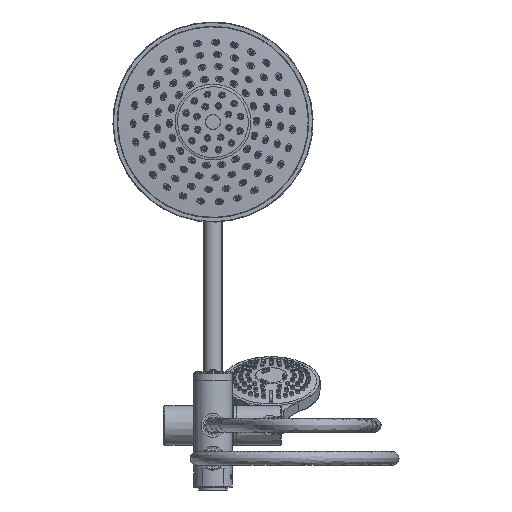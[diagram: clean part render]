
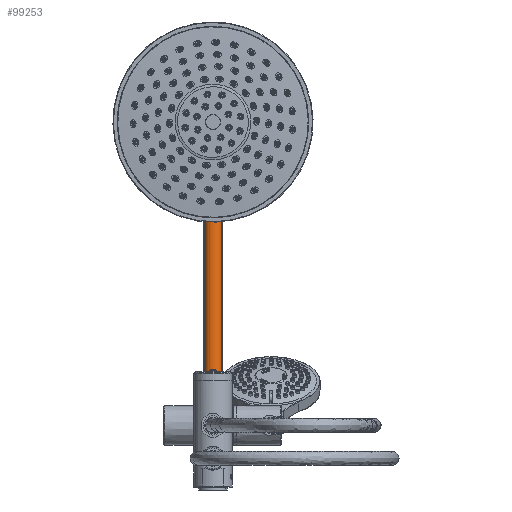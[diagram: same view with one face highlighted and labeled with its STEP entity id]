
A CAD part, front view. The second image highlights one B-rep face of the part: STEP entity #99253.
In plain terms, the highlighted cylindrical face has radius 9.5 mm (diameter 19 mm), a full revolution.
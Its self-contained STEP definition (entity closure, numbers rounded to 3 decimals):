
#4229 = FACE_OUTER_BOUND ( 'NONE', #11050, .T. ) ;
#11050 = EDGE_LOOP ( 'NONE', ( #99375 ) ) ;
#13010 = CARTESIAN_POINT ( 'NONE',  ( 0., 378.938, -93.166 ) ) ;
#16306 = VERTEX_POINT ( 'NONE', #44542 ) ;
#22743 = DIRECTION ( 'NONE',  ( 0., 0., 1. ) ) ;
#37300 = CIRCLE ( 'NONE', #109884, 9.5 ) ;
#39268 = CARTESIAN_POINT ( 'NONE',  ( 9.5, 378.938, 120.834 ) ) ;
#41607 = CARTESIAN_POINT ( 'NONE',  ( 0., 378.938, -93.166 ) ) ;
#42952 = CARTESIAN_POINT ( 'NONE',  ( 0., 378.938, 120.834 ) ) ;
#43353 = FACE_OUTER_BOUND ( 'NONE', #64682, .T. ) ;
#44542 = CARTESIAN_POINT ( 'NONE',  ( 9.5, 378.938, -93.166 ) ) ;
#50938 = EDGE_CURVE ( 'NONE', #16306, #16306, #37300, .T. ) ;
#51513 = DIRECTION ( 'NONE',  ( 0., 0., -1. ) ) ;
#52301 = DIRECTION ( 'NONE',  ( 1., 0., 0. ) ) ;
#60831 = CYLINDRICAL_SURFACE ( 'NONE', #86100, 9.5 ) ;
#63980 = CIRCLE ( 'NONE', #89291, 9.5 ) ;
#64264 = EDGE_CURVE ( 'NONE', #110508, #110508, #63980, .T. ) ;
#64682 = EDGE_LOOP ( 'NONE', ( #117537 ) ) ;
#68798 = DIRECTION ( 'NONE',  ( 0., 0., -1. ) ) ;
#77753 = DIRECTION ( 'NONE',  ( 1., 0., 0. ) ) ;
#86100 = AXIS2_PLACEMENT_3D ( 'NONE', #13010, #22743, #105894 ) ;
#89291 = AXIS2_PLACEMENT_3D ( 'NONE', #42952, #51513, #52301 ) ;
#99253 = ADVANCED_FACE ( 'NONE', ( #4229, #43353 ), #60831, .T. ) ;
#99375 = ORIENTED_EDGE ( 'NONE', *, *, #64264, .T. ) ;
#105894 = DIRECTION ( 'NONE',  ( 1., 0., 0. ) ) ;
#109884 = AXIS2_PLACEMENT_3D ( 'NONE', #41607, #68798, #77753 ) ;
#110508 = VERTEX_POINT ( 'NONE', #39268 ) ;
#117537 = ORIENTED_EDGE ( 'NONE', *, *, #50938, .F. ) ;
